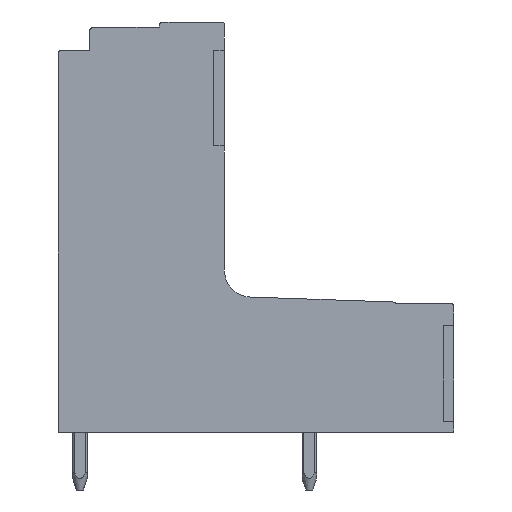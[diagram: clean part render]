
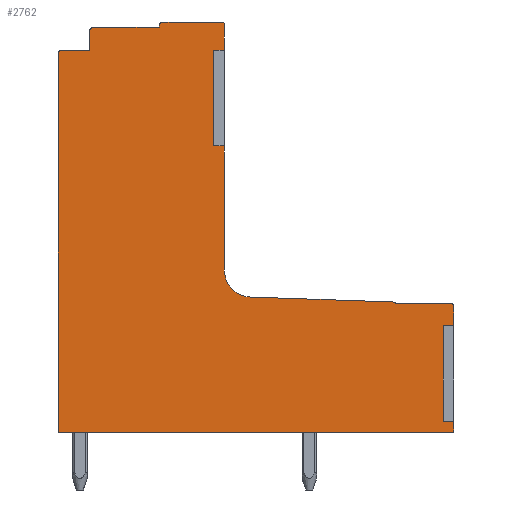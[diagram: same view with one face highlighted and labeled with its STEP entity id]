
A CAD part, left-side view. The second image highlights one B-rep face of the part: STEP entity #2762.
In plain terms, the highlighted planar face has unit normal (-1, 0, 0).
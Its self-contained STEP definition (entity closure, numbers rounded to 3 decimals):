
#2604=AXIS2_PLACEMENT_3D('Circle Axis2P3D',#2602,#2603,$) ;
#2617=AXIS2_PLACEMENT_3D('Plane Axis2P3D',#2614,#2615,#2616) ;
#2628=AXIS2_PLACEMENT_3D('Circle Axis2P3D',#2626,#2627,$) ;
#2642=AXIS2_PLACEMENT_3D('Circle Axis2P3D',#2640,#2641,$) ;
#2656=AXIS2_PLACEMENT_3D('Circle Axis2P3D',#2654,#2655,$) ;
#2668=AXIS2_PLACEMENT_3D('Circle Axis2P3D',#2666,#2667,$) ;
#2689=AXIS2_PLACEMENT_3D('Circle Axis2P3D',#2687,#2688,$) ;
#2710=AXIS2_PLACEMENT_3D('Circle Axis2P3D',#2708,#2709,$) ;
#36=CARTESIAN_POINT('Line Origine',(0.3,0.3,9.1)) ;
#40=CARTESIAN_POINT('Vertex',(0.3,0.,9.1)) ;
#42=CARTESIAN_POINT('Vertex',(0.3,0.6,9.1)) ;
#76=CARTESIAN_POINT('Line Origine',(0.3,0.6,6.45)) ;
#80=CARTESIAN_POINT('Vertex',(0.3,0.6,3.8)) ;
#135=CARTESIAN_POINT('Vertex',(0.3,0.,3.8)) ;
#155=CARTESIAN_POINT('Line Origine',(0.3,0.3,3.8)) ;
#172=CARTESIAN_POINT('Line Origine',(0.3,13.,24.34)) ;
#176=CARTESIAN_POINT('Vertex',(0.3,12.7,24.34)) ;
#178=CARTESIAN_POINT('Vertex',(0.3,13.3,24.34)) ;
#212=CARTESIAN_POINT('Line Origine',(0.3,13.3,21.69)) ;
#216=CARTESIAN_POINT('Vertex',(0.3,13.3,19.04)) ;
#266=CARTESIAN_POINT('Vertex',(0.3,12.7,19.04)) ;
#286=CARTESIAN_POINT('Line Origine',(0.3,13.,19.04)) ;
#977=CARTESIAN_POINT('Vertex',(0.3,12.7,25.8)) ;
#980=CARTESIAN_POINT('Line Origine',(0.3,12.7,25.07)) ;
#985=CARTESIAN_POINT('Line Origine',(0.3,12.7,15.61)) ;
#989=CARTESIAN_POINT('Vertex',(0.3,12.7,12.179)) ;
#2599=CARTESIAN_POINT('Vertex',(0.3,12.8,25.9)) ;
#2602=CARTESIAN_POINT('Axis2P3D Location',(0.3,12.8,25.8)) ;
#2614=CARTESIAN_POINT('Axis2P3D Location',(0.3,0.,0.)) ;
#2619=CARTESIAN_POINT('Line Origine',(0.3,0.,9.65)) ;
#2623=CARTESIAN_POINT('Vertex',(0.3,0.,10.2)) ;
#2626=CARTESIAN_POINT('Axis2P3D Location',(0.3,0.1,10.2)) ;
#2630=CARTESIAN_POINT('Vertex',(0.3,0.1,10.3)) ;
#2633=CARTESIAN_POINT('Line Origine',(0.3,1.65,10.3)) ;
#2637=CARTESIAN_POINT('Vertex',(0.3,3.2,10.3)) ;
#2640=CARTESIAN_POINT('Axis2P3D Location',(0.3,3.406,10.152)) ;
#2644=CARTESIAN_POINT('Vertex',(0.3,3.397,10.406)) ;
#2647=CARTESIAN_POINT('Line Origine',(0.3,7.325,10.543)) ;
#2651=CARTESIAN_POINT('Vertex',(0.3,11.252,10.68)) ;
#2654=CARTESIAN_POINT('Axis2P3D Location',(0.3,11.2,12.179)) ;
#2659=CARTESIAN_POINT('Line Origine',(0.3,14.45,25.9)) ;
#2663=CARTESIAN_POINT('Vertex',(0.3,16.1,25.9)) ;
#2666=CARTESIAN_POINT('Axis2P3D Location',(0.3,16.1,25.7)) ;
#2670=CARTESIAN_POINT('Vertex',(0.3,16.3,25.7)) ;
#2673=CARTESIAN_POINT('Line Origine',(0.3,16.3,25.65)) ;
#2677=CARTESIAN_POINT('Vertex',(0.3,16.3,25.6)) ;
#2680=CARTESIAN_POINT('Line Origine',(0.3,18.125,25.6)) ;
#2684=CARTESIAN_POINT('Vertex',(0.3,19.95,25.6)) ;
#2687=CARTESIAN_POINT('Axis2P3D Location',(0.3,19.95,25.4)) ;
#2691=CARTESIAN_POINT('Vertex',(0.3,20.15,25.4)) ;
#2694=CARTESIAN_POINT('Line Origine',(0.3,20.15,24.87)) ;
#2698=CARTESIAN_POINT('Vertex',(0.3,20.15,24.34)) ;
#2701=CARTESIAN_POINT('Line Origine',(0.3,20.925,24.34)) ;
#2705=CARTESIAN_POINT('Vertex',(0.3,21.7,24.34)) ;
#2708=CARTESIAN_POINT('Axis2P3D Location',(0.3,21.7,24.14)) ;
#2712=CARTESIAN_POINT('Vertex',(0.3,21.9,24.14)) ;
#2715=CARTESIAN_POINT('Line Origine',(0.3,21.9,13.67)) ;
#2719=CARTESIAN_POINT('Vertex',(0.3,21.9,3.2)) ;
#2722=CARTESIAN_POINT('Line Origine',(0.3,10.95,3.2)) ;
#2726=CARTESIAN_POINT('Vertex',(0.3,0.,3.2)) ;
#2729=CARTESIAN_POINT('Line Origine',(0.3,0.,3.5)) ;
#37=DIRECTION('Vector Direction',(0.,-1.,0.)) ;
#77=DIRECTION('Vector Direction',(0.,0.,1.)) ;
#156=DIRECTION('Vector Direction',(0.,1.,0.)) ;
#173=DIRECTION('Vector Direction',(0.,-1.,0.)) ;
#213=DIRECTION('Vector Direction',(0.,0.,1.)) ;
#287=DIRECTION('Vector Direction',(0.,1.,0.)) ;
#981=DIRECTION('Vector Direction',(0.,0.,-1.)) ;
#986=DIRECTION('Vector Direction',(0.,0.,-1.)) ;
#2603=DIRECTION('Axis2P3D Direction',(-1.,0.,0.)) ;
#2615=DIRECTION('Axis2P3D Direction',(-1.,0.,0.)) ;
#2616=DIRECTION('Axis2P3D XDirection',(0.,0.,1.)) ;
#2620=DIRECTION('Vector Direction',(0.,0.,-1.)) ;
#2627=DIRECTION('Axis2P3D Direction',(-1.,0.,0.)) ;
#2634=DIRECTION('Vector Direction',(0.,-1.,0.)) ;
#2641=DIRECTION('Axis2P3D Direction',(-1.,0.,0.)) ;
#2648=DIRECTION('Vector Direction',(0.,-0.999,-0.035)) ;
#2655=DIRECTION('Axis2P3D Direction',(-1.,0.,0.)) ;
#2660=DIRECTION('Vector Direction',(0.,-1.,0.)) ;
#2667=DIRECTION('Axis2P3D Direction',(-1.,0.,0.)) ;
#2674=DIRECTION('Vector Direction',(0.,0.,1.)) ;
#2681=DIRECTION('Vector Direction',(0.,-1.,0.)) ;
#2688=DIRECTION('Axis2P3D Direction',(-1.,0.,0.)) ;
#2695=DIRECTION('Vector Direction',(0.,0.,1.)) ;
#2702=DIRECTION('Vector Direction',(0.,-1.,0.)) ;
#2709=DIRECTION('Axis2P3D Direction',(-1.,0.,0.)) ;
#2716=DIRECTION('Vector Direction',(0.,0.,1.)) ;
#2723=DIRECTION('Vector Direction',(0.,1.,0.)) ;
#2730=DIRECTION('Vector Direction',(0.,0.,-1.)) ;
#38=VECTOR('Line Direction',#37,1.) ;
#78=VECTOR('Line Direction',#77,1.) ;
#157=VECTOR('Line Direction',#156,1.) ;
#174=VECTOR('Line Direction',#173,1.) ;
#214=VECTOR('Line Direction',#213,1.) ;
#288=VECTOR('Line Direction',#287,1.) ;
#982=VECTOR('Line Direction',#981,1.) ;
#987=VECTOR('Line Direction',#986,1.) ;
#2621=VECTOR('Line Direction',#2620,1.) ;
#2635=VECTOR('Line Direction',#2634,1.) ;
#2649=VECTOR('Line Direction',#2648,1.) ;
#2661=VECTOR('Line Direction',#2660,1.) ;
#2675=VECTOR('Line Direction',#2674,1.) ;
#2682=VECTOR('Line Direction',#2681,1.) ;
#2696=VECTOR('Line Direction',#2695,1.) ;
#2703=VECTOR('Line Direction',#2702,1.) ;
#2717=VECTOR('Line Direction',#2716,1.) ;
#2724=VECTOR('Line Direction',#2723,1.) ;
#2731=VECTOR('Line Direction',#2730,1.) ;
#2735=ORIENTED_EDGE('',*,*,#2625,.T.) ;
#2736=ORIENTED_EDGE('',*,*,#2632,.T.) ;
#2737=ORIENTED_EDGE('',*,*,#2639,.T.) ;
#2738=ORIENTED_EDGE('',*,*,#2646,.T.) ;
#2739=ORIENTED_EDGE('',*,*,#2653,.T.) ;
#2740=ORIENTED_EDGE('',*,*,#2658,.T.) ;
#2741=ORIENTED_EDGE('',*,*,#991,.T.) ;
#2742=ORIENTED_EDGE('',*,*,#290,.F.) ;
#2743=ORIENTED_EDGE('',*,*,#218,.F.) ;
#2744=ORIENTED_EDGE('',*,*,#180,.F.) ;
#2745=ORIENTED_EDGE('',*,*,#984,.T.) ;
#2746=ORIENTED_EDGE('',*,*,#2606,.T.) ;
#2747=ORIENTED_EDGE('',*,*,#2665,.T.) ;
#2748=ORIENTED_EDGE('',*,*,#2672,.T.) ;
#2749=ORIENTED_EDGE('',*,*,#2679,.T.) ;
#2750=ORIENTED_EDGE('',*,*,#2686,.T.) ;
#2751=ORIENTED_EDGE('',*,*,#2693,.T.) ;
#2752=ORIENTED_EDGE('',*,*,#2700,.T.) ;
#2753=ORIENTED_EDGE('',*,*,#2707,.T.) ;
#2754=ORIENTED_EDGE('',*,*,#2714,.T.) ;
#2755=ORIENTED_EDGE('',*,*,#2721,.T.) ;
#2756=ORIENTED_EDGE('',*,*,#2728,.T.) ;
#2757=ORIENTED_EDGE('',*,*,#2733,.T.) ;
#2758=ORIENTED_EDGE('',*,*,#159,.F.) ;
#2759=ORIENTED_EDGE('',*,*,#82,.F.) ;
#2760=ORIENTED_EDGE('',*,*,#44,.F.) ;
#2762=ADVANCED_FACE('HOUSING',(#2761),#2618,.T.) ;
#2605=CIRCLE('generated circle',#2604,0.1) ;
#2629=CIRCLE('generated circle',#2628,0.1) ;
#2643=CIRCLE('generated circle',#2642,0.253) ;
#2657=CIRCLE('generated circle',#2656,1.5) ;
#2669=CIRCLE('generated circle',#2668,0.2) ;
#2690=CIRCLE('generated circle',#2689,0.2) ;
#2711=CIRCLE('generated circle',#2710,0.2) ;
#44=EDGE_CURVE('',#41,#43,#39,.F.) ;
#82=EDGE_CURVE('',#43,#81,#79,.F.) ;
#159=EDGE_CURVE('',#81,#136,#158,.F.) ;
#180=EDGE_CURVE('',#177,#179,#175,.F.) ;
#218=EDGE_CURVE('',#179,#217,#215,.F.) ;
#290=EDGE_CURVE('',#217,#267,#289,.F.) ;
#984=EDGE_CURVE('',#177,#978,#983,.F.) ;
#991=EDGE_CURVE('',#990,#267,#988,.F.) ;
#2606=EDGE_CURVE('',#978,#2600,#2605,.T.) ;
#2625=EDGE_CURVE('',#41,#2624,#2622,.F.) ;
#2632=EDGE_CURVE('',#2624,#2631,#2629,.T.) ;
#2639=EDGE_CURVE('',#2631,#2638,#2636,.F.) ;
#2646=EDGE_CURVE('',#2638,#2645,#2643,.T.) ;
#2653=EDGE_CURVE('',#2645,#2652,#2650,.F.) ;
#2658=EDGE_CURVE('',#2652,#990,#2657,.F.) ;
#2665=EDGE_CURVE('',#2600,#2664,#2662,.F.) ;
#2672=EDGE_CURVE('',#2664,#2671,#2669,.T.) ;
#2679=EDGE_CURVE('',#2671,#2678,#2676,.F.) ;
#2686=EDGE_CURVE('',#2678,#2685,#2683,.F.) ;
#2693=EDGE_CURVE('',#2685,#2692,#2690,.T.) ;
#2700=EDGE_CURVE('',#2692,#2699,#2697,.F.) ;
#2707=EDGE_CURVE('',#2699,#2706,#2704,.F.) ;
#2714=EDGE_CURVE('',#2706,#2713,#2711,.T.) ;
#2721=EDGE_CURVE('',#2713,#2720,#2718,.F.) ;
#2728=EDGE_CURVE('',#2720,#2727,#2725,.F.) ;
#2733=EDGE_CURVE('',#2727,#136,#2732,.F.) ;
#2734=EDGE_LOOP('',(#2735,#2736,#2737,#2738,#2739,#2740,#2741,#2742,#2743,#2744,#2745,#2746,#2747,#2748,#2749,#2750,#2751,#2752,#2753,#2754,#2755,#2756,#2757,#2758,#2759,#2760)) ;
#2761=FACE_OUTER_BOUND('',#2734,.T.) ;
#39=LINE('Line',#36,#38) ;
#79=LINE('Line',#76,#78) ;
#158=LINE('Line',#155,#157) ;
#175=LINE('Line',#172,#174) ;
#215=LINE('Line',#212,#214) ;
#289=LINE('Line',#286,#288) ;
#983=LINE('Line',#980,#982) ;
#988=LINE('Line',#985,#987) ;
#2622=LINE('Line',#2619,#2621) ;
#2636=LINE('Line',#2633,#2635) ;
#2650=LINE('Line',#2647,#2649) ;
#2662=LINE('Line',#2659,#2661) ;
#2676=LINE('Line',#2673,#2675) ;
#2683=LINE('Line',#2680,#2682) ;
#2697=LINE('Line',#2694,#2696) ;
#2704=LINE('Line',#2701,#2703) ;
#2718=LINE('Line',#2715,#2717) ;
#2725=LINE('Line',#2722,#2724) ;
#2732=LINE('Line',#2729,#2731) ;
#2618=PLANE('',#2617) ;
#41=VERTEX_POINT('',#40) ;
#43=VERTEX_POINT('',#42) ;
#81=VERTEX_POINT('',#80) ;
#136=VERTEX_POINT('',#135) ;
#177=VERTEX_POINT('',#176) ;
#179=VERTEX_POINT('',#178) ;
#217=VERTEX_POINT('',#216) ;
#267=VERTEX_POINT('',#266) ;
#978=VERTEX_POINT('',#977) ;
#990=VERTEX_POINT('',#989) ;
#2600=VERTEX_POINT('',#2599) ;
#2624=VERTEX_POINT('',#2623) ;
#2631=VERTEX_POINT('',#2630) ;
#2638=VERTEX_POINT('',#2637) ;
#2645=VERTEX_POINT('',#2644) ;
#2652=VERTEX_POINT('',#2651) ;
#2664=VERTEX_POINT('',#2663) ;
#2671=VERTEX_POINT('',#2670) ;
#2678=VERTEX_POINT('',#2677) ;
#2685=VERTEX_POINT('',#2684) ;
#2692=VERTEX_POINT('',#2691) ;
#2699=VERTEX_POINT('',#2698) ;
#2706=VERTEX_POINT('',#2705) ;
#2713=VERTEX_POINT('',#2712) ;
#2720=VERTEX_POINT('',#2719) ;
#2727=VERTEX_POINT('',#2726) ;
